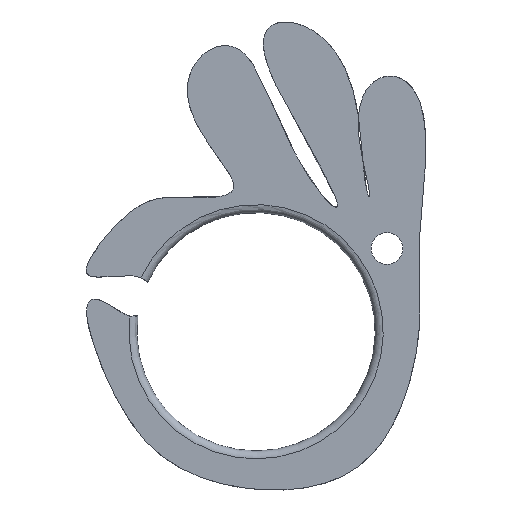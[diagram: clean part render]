
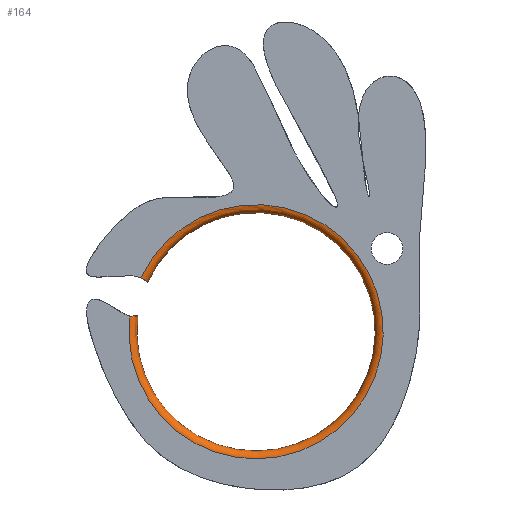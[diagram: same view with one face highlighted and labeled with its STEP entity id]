
A CAD part, top view. The second image highlights one B-rep face of the part: STEP entity #164.
In plain terms, the highlighted toroidal (fillet/blend) face has major radius 40 mm and minor radius 2.5 mm.
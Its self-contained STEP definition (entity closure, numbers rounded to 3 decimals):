
#50=FACE_OUTER_BOUND('',#60,.T.);
#60=EDGE_LOOP('',(#115,#116,#117,#118));
#72=CIRCLE('',#189,40.);
#73=CIRCLE('',#190,37.5);
#77=B_SPLINE_CURVE_WITH_KNOTS('',3,(#231,#232,#233,#234,#235,#236,#237,
#238,#239,#240,#241,#242,#243,#244,#245,#246,#247,#248,#249,#250,#251,#252,
#253,#254,#255,#256,#257,#258,#259,#260,#261,#262,#263,#264,#265,#266,#267,
#268,#269,#270,#271,#272,#273,#274,#275,#276,#277,#278,#279,#280,#281,#282,
#283,#284,#285,#286,#287,#288),.UNSPECIFIED.,.F.,.F.,(4,3,3,3,3,3,3,3,3,
3,3,3,3,3,3,3,3,3,3,4),(0.,0.022,0.045,0.069,
0.089,0.12,0.162,0.18,
0.21,0.237,0.258,0.283,
0.307,0.322,0.347,0.359,
0.384,0.392,0.397,0.398),
 .UNSPECIFIED.);
#78=B_SPLINE_CURVE_WITH_KNOTS('',3,(#292,#293,#294,#295,#296,#297,#298,
#299,#300,#301,#302,#303,#304,#305,#306,#307,#308,#309),.UNSPECIFIED.,.F.,
 .F.,(4,2,2,2,2,2,2,2,4),(-0.488,-0.487,-0.482,
-0.473,-0.449,-0.363,-0.283,
-0.183,-0.092),.UNSPECIFIED.);
#79=VERTEX_POINT('',#229);
#80=VERTEX_POINT('',#230);
#81=VERTEX_POINT('',#289);
#82=VERTEX_POINT('',#291);
#91=EDGE_CURVE('',#79,#80,#77,.T.);
#92=EDGE_CURVE('',#80,#81,#72,.T.);
#93=EDGE_CURVE('',#81,#82,#78,.T.);
#94=EDGE_CURVE('',#82,#79,#73,.T.);
#115=ORIENTED_EDGE('',*,*,#91,.T.);
#116=ORIENTED_EDGE('',*,*,#92,.T.);
#117=ORIENTED_EDGE('',*,*,#93,.T.);
#118=ORIENTED_EDGE('',*,*,#94,.T.);
#163=TOROIDAL_SURFACE('',#188,40.,2.5);
#164=ADVANCED_FACE('',(#50),#163,.T.);
#188=AXIS2_PLACEMENT_3D('',#228,#200,#201);
#189=AXIS2_PLACEMENT_3D('',#290,#202,#203);
#190=AXIS2_PLACEMENT_3D('',#310,#204,#205);
#200=DIRECTION('center_axis',(0.,0.,-1.));
#201=DIRECTION('ref_axis',(0.961,-0.278,0.));
#202=DIRECTION('center_axis',(0.,0.,1.));
#203=DIRECTION('ref_axis',(0.961,-0.278,0.));
#204=DIRECTION('center_axis',(0.,0.,-1.));
#205=DIRECTION('ref_axis',(0.961,-0.278,0.));
#228=CARTESIAN_POINT('Origin',(0.,0.,5.5));
#229=CARTESIAN_POINT('',(-37.154,5.084,5.5));
#230=CARTESIAN_POINT('',(-39.69,4.973,8.));
#231=CARTESIAN_POINT('Ctrl Pts',(-37.154,5.084,5.5));
#232=CARTESIAN_POINT('Ctrl Pts',(-37.154,5.084,5.575));
#233=CARTESIAN_POINT('Ctrl Pts',(-37.157,5.083,5.649));
#234=CARTESIAN_POINT('Ctrl Pts',(-37.164,5.081,5.722));
#235=CARTESIAN_POINT('Ctrl Pts',(-37.171,5.078,5.797));
#236=CARTESIAN_POINT('Ctrl Pts',(-37.182,5.075,5.871));
#237=CARTESIAN_POINT('Ctrl Pts',(-37.196,5.07,5.945));
#238=CARTESIAN_POINT('Ctrl Pts',(-37.211,5.065,6.022));
#239=CARTESIAN_POINT('Ctrl Pts',(-37.229,5.059,6.098));
#240=CARTESIAN_POINT('Ctrl Pts',(-37.251,5.052,6.172));
#241=CARTESIAN_POINT('Ctrl Pts',(-37.27,5.045,6.238));
#242=CARTESIAN_POINT('Ctrl Pts',(-37.292,5.038,6.302));
#243=CARTESIAN_POINT('Ctrl Pts',(-37.317,5.031,6.366));
#244=CARTESIAN_POINT('Ctrl Pts',(-37.353,5.02,6.459));
#245=CARTESIAN_POINT('Ctrl Pts',(-37.395,5.008,6.55));
#246=CARTESIAN_POINT('Ctrl Pts',(-37.442,4.995,6.638));
#247=CARTESIAN_POINT('Ctrl Pts',(-37.508,4.977,6.76));
#248=CARTESIAN_POINT('Ctrl Pts',(-37.583,4.958,6.876));
#249=CARTESIAN_POINT('Ctrl Pts',(-37.667,4.94,6.986));
#250=CARTESIAN_POINT('Ctrl Pts',(-37.703,4.932,7.033));
#251=CARTESIAN_POINT('Ctrl Pts',(-37.741,4.925,7.079));
#252=CARTESIAN_POINT('Ctrl Pts',(-37.78,4.918,7.123));
#253=CARTESIAN_POINT('Ctrl Pts',(-37.846,4.905,7.198));
#254=CARTESIAN_POINT('Ctrl Pts',(-37.917,4.894,7.27));
#255=CARTESIAN_POINT('Ctrl Pts',(-37.991,4.884,7.337));
#256=CARTESIAN_POINT('Ctrl Pts',(-38.057,4.875,7.396));
#257=CARTESIAN_POINT('Ctrl Pts',(-38.126,4.867,7.452));
#258=CARTESIAN_POINT('Ctrl Pts',(-38.198,4.861,7.504));
#259=CARTESIAN_POINT('Ctrl Pts',(-38.254,4.857,7.545));
#260=CARTESIAN_POINT('Ctrl Pts',(-38.311,4.853,7.584));
#261=CARTESIAN_POINT('Ctrl Pts',(-38.37,4.85,7.62));
#262=CARTESIAN_POINT('Ctrl Pts',(-38.441,4.847,7.664));
#263=CARTESIAN_POINT('Ctrl Pts',(-38.515,4.845,7.705));
#264=CARTESIAN_POINT('Ctrl Pts',(-38.59,4.845,7.742));
#265=CARTESIAN_POINT('Ctrl Pts',(-38.663,4.846,7.778));
#266=CARTESIAN_POINT('Ctrl Pts',(-38.738,4.848,7.81));
#267=CARTESIAN_POINT('Ctrl Pts',(-38.815,4.851,7.839));
#268=CARTESIAN_POINT('Ctrl Pts',(-38.86,4.854,7.856));
#269=CARTESIAN_POINT('Ctrl Pts',(-38.906,4.857,7.872));
#270=CARTESIAN_POINT('Ctrl Pts',(-38.953,4.861,7.886));
#271=CARTESIAN_POINT('Ctrl Pts',(-39.031,4.867,7.911));
#272=CARTESIAN_POINT('Ctrl Pts',(-39.111,4.875,7.932));
#273=CARTESIAN_POINT('Ctrl Pts',(-39.19,4.885,7.948));
#274=CARTESIAN_POINT('Ctrl Pts',(-39.23,4.89,7.956));
#275=CARTESIAN_POINT('Ctrl Pts',(-39.27,4.896,7.964));
#276=CARTESIAN_POINT('Ctrl Pts',(-39.31,4.902,7.97));
#277=CARTESIAN_POINT('Ctrl Pts',(-39.39,4.914,7.983));
#278=CARTESIAN_POINT('Ctrl Pts',(-39.47,4.928,7.991));
#279=CARTESIAN_POINT('Ctrl Pts',(-39.551,4.944,7.996));
#280=CARTESIAN_POINT('Ctrl Pts',(-39.577,4.949,7.998));
#281=CARTESIAN_POINT('Ctrl Pts',(-39.604,4.954,7.999));
#282=CARTESIAN_POINT('Ctrl Pts',(-39.63,4.96,7.999));
#283=CARTESIAN_POINT('Ctrl Pts',(-39.647,4.963,8.));
#284=CARTESIAN_POINT('Ctrl Pts',(-39.665,4.967,8.));
#285=CARTESIAN_POINT('Ctrl Pts',(-39.682,4.971,8.));
#286=CARTESIAN_POINT('Ctrl Pts',(-39.684,4.971,8.));
#287=CARTESIAN_POINT('Ctrl Pts',(-39.687,4.972,8.));
#288=CARTESIAN_POINT('Ctrl Pts',(-39.69,4.973,8.));
#289=CARTESIAN_POINT('',(-36.217,16.979,8.));
#290=CARTESIAN_POINT('Origin',(0.,0.,8.));
#291=CARTESIAN_POINT('',(-34.125,15.548,5.5));
#292=CARTESIAN_POINT('Ctrl Pts',(-36.217,16.979,8.));
#293=CARTESIAN_POINT('Ctrl Pts',(-36.214,16.978,8.));
#294=CARTESIAN_POINT('Ctrl Pts',(-36.211,16.976,8.));
#295=CARTESIAN_POINT('Ctrl Pts',(-36.191,16.968,8.));
#296=CARTESIAN_POINT('Ctrl Pts',(-36.175,16.962,8.));
#297=CARTESIAN_POINT('Ctrl Pts',(-36.132,16.944,7.998));
#298=CARTESIAN_POINT('Ctrl Pts',(-36.106,16.933,7.997));
#299=CARTESIAN_POINT('Ctrl Pts',(-36.005,16.89,7.991));
#300=CARTESIAN_POINT('Ctrl Pts',(-35.929,16.856,7.982));
#301=CARTESIAN_POINT('Ctrl Pts',(-35.599,16.7,7.923));
#302=CARTESIAN_POINT('Ctrl Pts',(-35.361,16.567,7.83));
#303=CARTESIAN_POINT('Ctrl Pts',(-34.954,16.303,7.567));
#304=CARTESIAN_POINT('Ctrl Pts',(-34.785,16.175,7.406));
#305=CARTESIAN_POINT('Ctrl Pts',(-34.464,15.905,6.978));
#306=CARTESIAN_POINT('Ctrl Pts',(-34.33,15.77,6.694));
#307=CARTESIAN_POINT('Ctrl Pts',(-34.164,15.595,6.102));
#308=CARTESIAN_POINT('Ctrl Pts',(-34.125,15.548,5.804));
#309=CARTESIAN_POINT('Ctrl Pts',(-34.125,15.548,5.5));
#310=CARTESIAN_POINT('Origin',(0.,0.,5.5));
